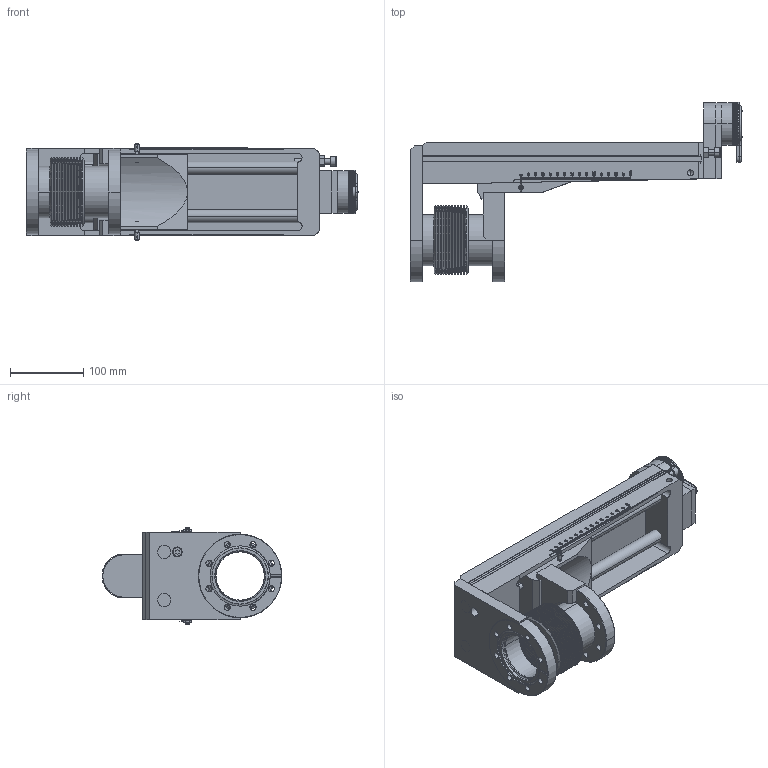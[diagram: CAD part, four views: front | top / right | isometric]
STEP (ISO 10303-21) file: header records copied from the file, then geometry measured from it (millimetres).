
FILE_DESCRIPTION (( 'STEP AP214' ), '1' );
FILE_NAME ('621-LT-C63-150-1.STEP', '2015-06-05T08:10:42', ( 'allectra' ), ( 'Microsoft' ), 'SwSTEP 2.0', 'SolidWorks 2014', '' );
FILE_SCHEMA (( 'AUTOMOTIVE_DESIGN' ));
Length unit declared in the file: millimetre
Products named in the file (1): 621-LT-C63-150-1
Bounding box: 454.6 x 246.14 x 133 mm (x, y, z)
Surface area: 749324.3 mm2 (no closed solid volume)
Topology: 0 solids, 394 shells, 3888 faces, 9014 edges, 5914 vertices
Faces by surface type: plane 2538, cylinder 855, cone 252, bspline 243
Full cylindrical faces by diameter (mm): 2.1 x1
Entity records: 169012 total; most frequent: CARTESIAN_POINT 34766, ORIENTED_EDGE 18008, DIRECTION 17311, EDGE_CURVE 9008, LINE 6021, VECTOR 6021, VERTEX_POINT 5915, AXIS2_PLACEMENT_3D 5645
